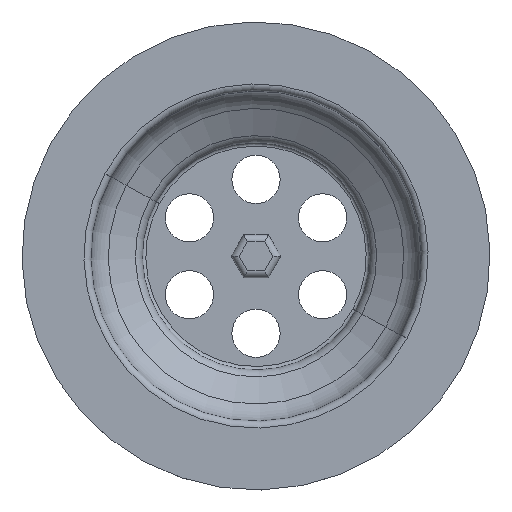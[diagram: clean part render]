
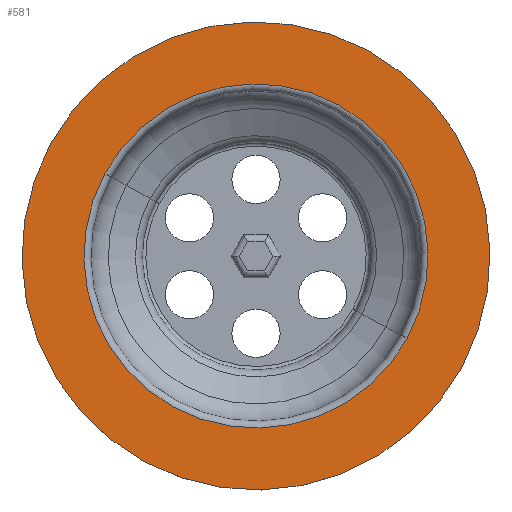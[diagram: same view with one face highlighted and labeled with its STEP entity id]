
A CAD part, top view. The second image highlights one B-rep face of the part: STEP entity #581.
In plain terms, the highlighted planar face has unit normal (0, 0, 1).
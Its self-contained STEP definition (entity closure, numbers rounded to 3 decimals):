
#540=CARTESIAN_POINT('Axis2P3D Location',(-25.,0.,0.)) ;
#545=CARTESIAN_POINT('Axis2P3D Location',(0.,0.,0.)) ;
#549=CARTESIAN_POINT('Vertex',(-29.838,16.3,0.)) ;
#551=CARTESIAN_POINT('Vertex',(29.838,-16.3,0.)) ;
#554=CARTESIAN_POINT('Axis2P3D Location',(0.,0.,0.)) ;
#563=CARTESIAN_POINT('Axis2P3D Location',(0.,0.,0.)) ;
#567=CARTESIAN_POINT('Vertex',(21.94,-11.986,0.)) ;
#569=CARTESIAN_POINT('Vertex',(-21.94,11.986,0.)) ;
#572=CARTESIAN_POINT('Axis2P3D Location',(0.,0.,0.)) ;
#541=DIRECTION('Axis2P3D Direction',(0.,0.,-1.)) ;
#542=DIRECTION('Axis2P3D XDirection',(1.,0.,0.)) ;
#546=DIRECTION('Axis2P3D Direction',(0.,0.,-1.)) ;
#555=DIRECTION('Axis2P3D Direction',(0.,0.,-1.)) ;
#564=DIRECTION('Axis2P3D Direction',(0.,0.,-1.)) ;
#573=DIRECTION('Axis2P3D Direction',(0.,0.,-1.)) ;
#543=AXIS2_PLACEMENT_3D('Plane Axis2P3D',#540,#541,#542) ;
#547=AXIS2_PLACEMENT_3D('Circle Axis2P3D',#545,#546,$) ;
#556=AXIS2_PLACEMENT_3D('Circle Axis2P3D',#554,#555,$) ;
#565=AXIS2_PLACEMENT_3D('Circle Axis2P3D',#563,#564,$) ;
#574=AXIS2_PLACEMENT_3D('Circle Axis2P3D',#572,#573,$) ;
#560=ORIENTED_EDGE('',*,*,#553,.F.) ;
#561=ORIENTED_EDGE('',*,*,#558,.F.) ;
#578=ORIENTED_EDGE('',*,*,#571,.T.) ;
#579=ORIENTED_EDGE('',*,*,#576,.T.) ;
#580=FACE_BOUND('',#577,.T.) ;
#581=ADVANCED_FACE('PartBody',(#562,#580),#544,.F.) ;
#548=CIRCLE('generated circle',#547,34.) ;
#557=CIRCLE('generated circle',#556,34.) ;
#566=CIRCLE('generated circle',#565,25.) ;
#575=CIRCLE('generated circle',#574,25.) ;
#553=EDGE_CURVE('',#550,#552,#548,.T.) ;
#558=EDGE_CURVE('',#552,#550,#557,.T.) ;
#571=EDGE_CURVE('',#568,#570,#566,.T.) ;
#576=EDGE_CURVE('',#570,#568,#575,.T.) ;
#559=EDGE_LOOP('',(#560,#561)) ;
#577=EDGE_LOOP('',(#578,#579)) ;
#562=FACE_OUTER_BOUND('',#559,.T.) ;
#544=PLANE('Plane',#543) ;
#550=VERTEX_POINT('',#549) ;
#552=VERTEX_POINT('',#551) ;
#568=VERTEX_POINT('',#567) ;
#570=VERTEX_POINT('',#569) ;
